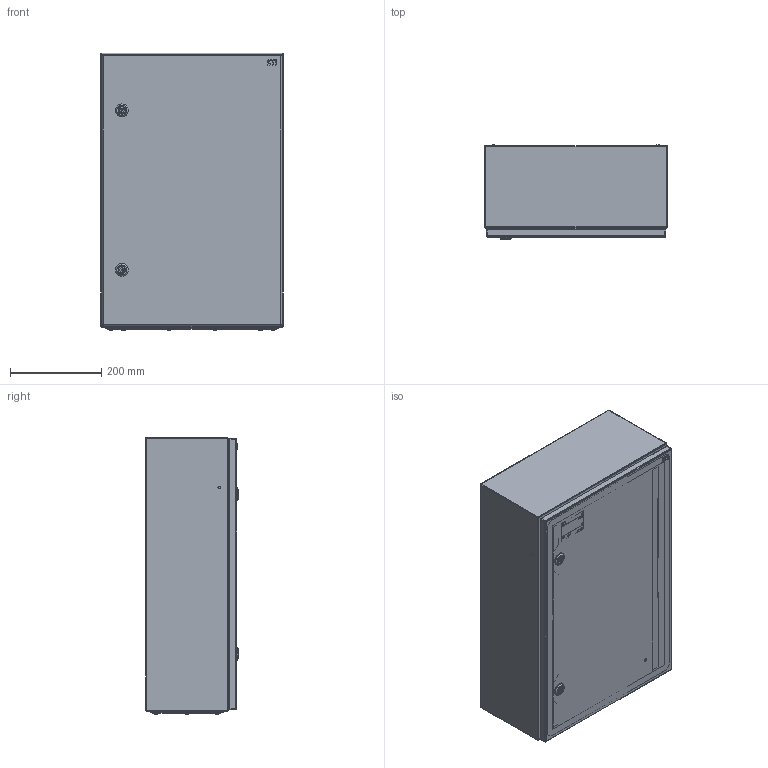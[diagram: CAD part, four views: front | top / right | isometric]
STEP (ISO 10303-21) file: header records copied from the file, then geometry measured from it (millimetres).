
FILE_DESCRIPTION((''),'2;1');
FILE_NAME('GT_60_40_20_ASM','2021-11-02T',('marketing.praksa'),('Audax d.o.o.'),'CREO PARAMETRIC BY PTC INC, 2017480','CREO PARAMETRIC BY PTC INC, 2017480','');
FILE_SCHEMA(('AUTOMOTIVE_DESIGN { 1 0 10303 214 1 1 1 1 }'));
Products named in the file (45): SCREWS_60-40-20_1_1_1; SCREWS_60-40-20_1_2_1; SCREWS_60-40-20_1_3_1; SCREWS_60-40-20_1_4_1; SCREWS_60-40-20_1_5_1; SCREWS_60-40-20_1_6_1; SCREWS_60-40-20_1_7_1; SCREWS_60-40-20_1_8_1; SCREWS_60-40-20_1_9_1; SCREWS_60-40-20_1_10_1; KOR_GT_60-40-20_1_1; PRZEPUST_1_2_3_4_5_6_7_1_1; ZAWIAS_1_2_3_4_5_6_7_1_1; TULEJA_1_2_3_4_5_6_7_1_1; PLYTA_1_2_3_4_5_6_7_1_1; NAKRETKA_M8_1_2_3_4_5_6_7_1_1; ZASLEPKA_10_7_1_2_3_4_5_6_7_1_1; DRZWI_1_2_3_4_5_6_7_8_9_10_1_20; DRZWI_1_2_3_4_5_6_7_8_9_10_1_45; ZAWIAS_3_ST47_002_ELEMENT-429_1; ZAWIAS_3_ST47_002_ELEMENT-429_2; DRZWI_1_2_3_4_5_6_7_8_9_10_1_46; DRZWI_1_2_3_4_5_6_7_8_9_10_1_47; DRZWI_1_2_3_4_5_6_7_8_9_10__2_1; 1_EB_1000-U6_H__KORPUS-42971_1_; 1_EB_1000-U6_H__WK_ADKA-42972_1; 1_EB_1000-U6_H__SRUBA-42973_1_1; DRZWI_1_2_3_4_5_6_7_8_9_10__2_2; 1_EB_1000-U6_H__NAKR_TKA-42975_; DRZWI_1_2_3_4_5_6_7_8_9_10__2_3; 1_EB_1000-U6_H__KORPUS-42977_1_; 1_EB_1000-U6_H__WK_ADKA-42978_1; 1_EB_1000-U6_H__SRUBA-42979_1_1; DRZWI_1_2_3_4_5_6_7_8_9_10__2_4; 1_EB_1000-U6_H__NAKR_TKA-42981_; DRZWI_1_2_3_4_5_6_7_8_9_10__24_; DRZWI_1_2_3_4_5_6_7_8_9_10__2_5; DRZWI_1_2_3_4_5_6_7_8_9_10__2_6; ANSI_B27_7M_3CMI-4-42985_1_1; ANSI_B27_7M_3CMI-4-42986_1_1 ...
Assembly tree (54 placements, depth 2):
  GT_60_40_20_ASM
    SCREWS_60-40-20_1_1_1
    SCREWS_60-40-20_1_2_1
    SCREWS_60-40-20_1_3_1
    SCREWS_60-40-20_1_4_1
    SCREWS_60-40-20_1_5_1
    SCREWS_60-40-20_1_6_1
    SCREWS_60-40-20_1_7_1
    SCREWS_60-40-20_1_8_1
    SCREWS_60-40-20_1_9_1
    SCREWS_60-40-20_1_10_1
    KOR_GT_60-40-20_1_1
    PRZEPUST_1_2_3_4_5_6_7_1_1
    ZAWIAS_1_2_3_4_5_6_7_1_1  x2
    TULEJA_1_2_3_4_5_6_7_1_1  x4
    PLYTA_1_2_3_4_5_6_7_1_1
    NAKRETKA_M8_1_2_3_4_5_6_7_1_1  x4
    ZASLEPKA_10_7_1_2_3_4_5_6_7_1_1  x4
    DRZWI_1_2_3_4_5_6_7_8_9_10_1_20
    DRZWI_1_2_3_4_5_6_7_8_9_10_1_45
    ZAWIAS_3_ST47_002_ELEMENT-429_1
    ZAWIAS_3_ST47_002_ELEMENT-429_2
    DRZWI_1_2_3_4_5_6_7_8_9_10_1_46
    DRZWI_1_2_3_4_5_6_7_8_9_10_1_47
    DRZWI_1_2_3_4_5_6_7_8_9_10__2_1
    1_EB_1000-U6_H__KORPUS-42971_1_
    1_EB_1000-U6_H__WK_ADKA-42972_1
    1_EB_1000-U6_H__SRUBA-42973_1_1
    DRZWI_1_2_3_4_5_6_7_8_9_10__2_2
    1_EB_1000-U6_H__NAKR_TKA-42975_
    DRZWI_1_2_3_4_5_6_7_8_9_10__2_3
    1_EB_1000-U6_H__KORPUS-42977_1_
    1_EB_1000-U6_H__WK_ADKA-42978_1
    1_EB_1000-U6_H__SRUBA-42979_1_1
    DRZWI_1_2_3_4_5_6_7_8_9_10__2_4
    1_EB_1000-U6_H__NAKR_TKA-42981_
    DRZWI_1_2_3_4_5_6_7_8_9_10__24_
    DRZWI_1_2_3_4_5_6_7_8_9_10__2_5
    DRZWI_1_2_3_4_5_6_7_8_9_10__2_6
    ANSI_B27_7M_3CMI-4-42985_1_1
    ANSI_B27_7M_3CMI-4-42986_1_1
    DRZWI_1_2_3_4_5_6_7_8_9_10__2_7
    ETI_LOGO_1_1_1_1_1_2_3_4_5_6__3
    ETI_LOGO_2_1_1_1_1_2_3_4_5_6__3
    ETI_LOGO_3_1_1_1_1_2_3_4_5_6__3
Bounding box: 400 x 205.74 x 607.94 mm (x, y, z)
Volume: 1873040.4 mm3; surface area: 2540688.3 mm2
Topology: 54 solids, 54 shells, 2930 faces, 8067 edges, 5364 vertices
Faces by surface type: plane 1295, cylinder 1063, torus 156, extrusion 136, cone 134, bspline 94, sphere 52
Entity records: 106190 total; most frequent: CARTESIAN_POINT 21114, DIRECTION 12788, ORIENTED_EDGE 12632, PRESENTATION_STYLE_ASSIGNMENT 6711, STYLED_ITEM 6711, CURVE_STYLE 6316, EDGE_CURVE 6316, AXIS2_PLACEMENT_3D 4718
